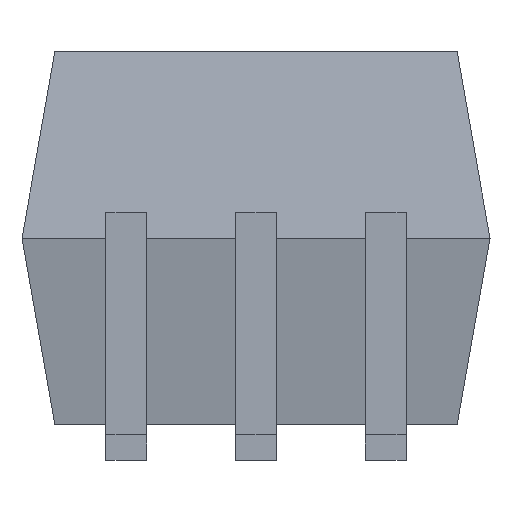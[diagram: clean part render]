
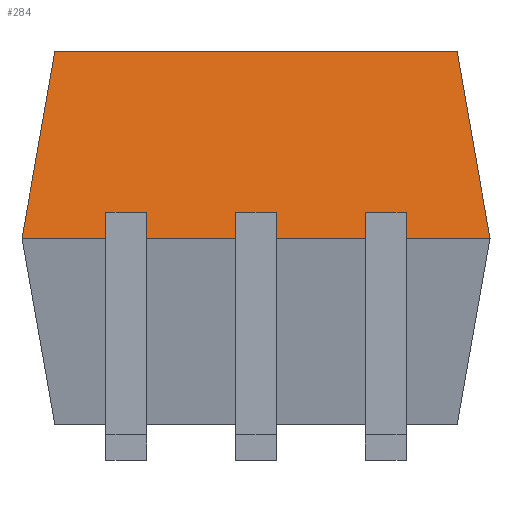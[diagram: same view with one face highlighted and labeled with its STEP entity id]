
A CAD part, left-side view. The second image highlights one B-rep face of the part: STEP entity #284.
In plain terms, the highlighted planar face has unit normal (-0.985, 0, 0.174).
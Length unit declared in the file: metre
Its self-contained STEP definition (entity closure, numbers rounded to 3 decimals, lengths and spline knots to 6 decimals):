
#284=ADVANCED_FACE('0:52',(#519),#520,.T.);
#519=FACE_OUTER_BOUND('',#770,.T.);
#520=PLANE('',#771);
#770=EDGE_LOOP('',(#1041,#1042,#1043,#1044));
#771=AXIS2_PLACEMENT_3D('',#1045,#1046,#1047);
#1041=ORIENTED_EDGE('',*,*,#1679,.F.);
#1042=ORIENTED_EDGE('',*,*,#1672,.F.);
#1043=ORIENTED_EDGE('',*,*,#1680,.F.);
#1044=ORIENTED_EDGE('',*,*,#1681,.F.);
#1045=CARTESIAN_POINT('',(-0.003078,0.00229,0.004));
#1046=DIRECTION('',(-0.985,0.,0.174));
#1047=DIRECTION('',(0.,1.0,0.));
#1672=EDGE_CURVE('0:103',#1941,#1936,#1943,.T.);
#1679=EDGE_CURVE('0:118',#1936,#1954,#1955,.T.);
#1680=EDGE_CURVE('0:121',#1956,#1941,#1957,.T.);
#1681=EDGE_CURVE('0:124',#1954,#1956,#1958,.T.);
#1936=VERTEX_POINT('NONE',#2315);
#1941=VERTEX_POINT('NONE',#2322);
#1943=LINE('',#2325,#2326);
#1954=VERTEX_POINT('NONE',#2341);
#1955=LINE('',#2342,#2343);
#1956=VERTEX_POINT('NONE',#2344);
#1957=LINE('',#2345,#2346);
#1958=LINE('',#2347,#2348);
#2315=CARTESIAN_POINT('',(-0.003078,-0.001968,0.004));
#2322=CARTESIAN_POINT('',(-0.003078,0.001968,0.004));
#2325=CARTESIAN_POINT('',(-0.003078,-0.00229,0.004));
#2326=VECTOR('',#2860,1.0);
#2341=CARTESIAN_POINT('',(-0.0034,-0.00229,0.002175));
#2342=CARTESIAN_POINT('',(-0.002954,-0.001844,0.004707));
#2343=VECTOR('',#2865,1.);
#2344=CARTESIAN_POINT('',(-0.0034,0.00229,0.002175));
#2345=CARTESIAN_POINT('',(-0.002889,0.001779,0.005075));
#2346=VECTOR('',#2866,1.);
#2347=CARTESIAN_POINT('',(-0.0034,0.00229,0.002175));
#2348=VECTOR('',#2867,1.0);
#2860=DIRECTION('',(0.,-1.0,0.));
#2865=DIRECTION('',(-0.171,-0.171,-0.97));
#2866=DIRECTION('',(0.171,-0.171,0.97));
#2867=DIRECTION('',(0.,1.0,0.));
